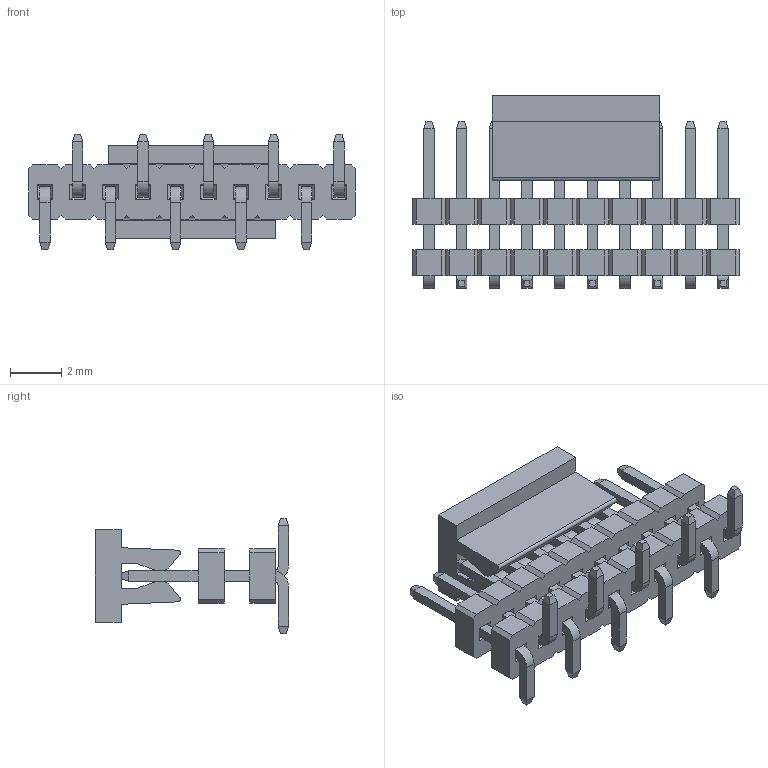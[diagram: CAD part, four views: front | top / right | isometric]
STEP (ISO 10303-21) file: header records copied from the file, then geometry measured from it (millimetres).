
FILE_DESCRIPTION( ('This file contains a STEP AP42 implementation' ,'as created by ZW3D STEP Interface translator.') ,'2;1' );
FILE_NAME( '1310-21XXXXM084XXXX毀褐弇).stp' ,'23 315.115928', (''), ('ZWCAD Software Co.'), 'Version 1.0', 'ZW3D to STEP translator', '' );
FILE_SCHEMA(('AUTOMOTIVE_DESIGN { 1 0 10303 214 1 1 1 1 }'));
Length unit declared in the file: millimetre
Products named in the file (3): 0; 1310-2110XXM084XXXX毀褐弇); 1310-21XXXXMXXXXX_ASM_1_ASM_1
Assembly tree (1 placements, depth 2):
  0
  1310-2110XXM084XXXX毀褐弇)
    1310-21XXXXMXXXXX_ASM_1_ASM_1
Bounding box: 12.7 x 7.5 x 4.5 mm (x, y, z)
Volume: 104.6 mm3; surface area: 455.8 mm2
Topology: 13 solids, 13 shells, 490 faces, 1236 edges, 772 vertices
Faces by surface type: plane 464, cylinder 26
Entity records: 14839 total; most frequent: CARTESIAN_POINT 2502, ORIENTED_EDGE 2472, DIRECTION 2280, EDGE_CURVE 1236, VECTOR 1180, LINE 1180, VERTEX_POINT 772, AXIS2_PLACEMENT_3D 550
